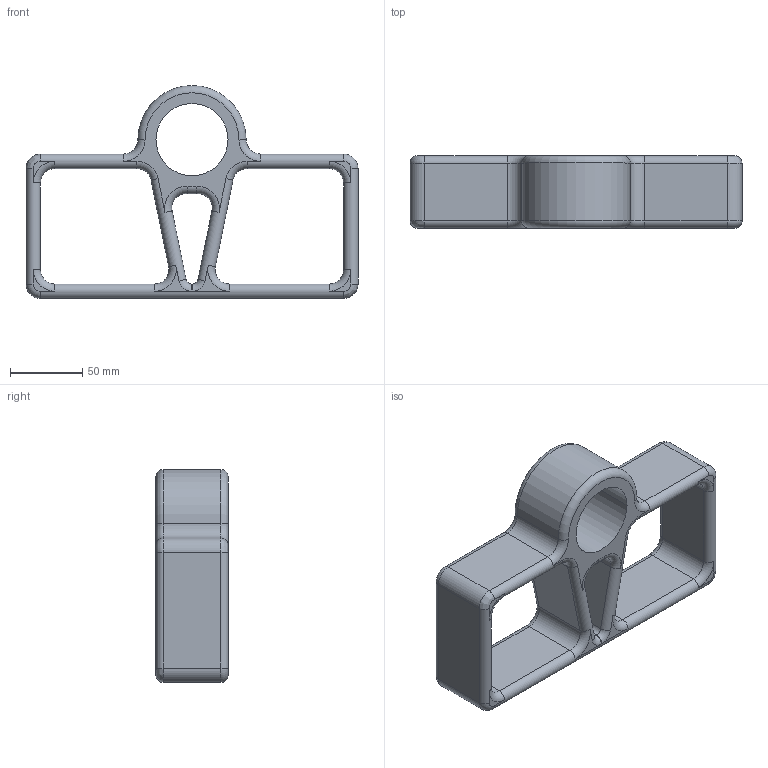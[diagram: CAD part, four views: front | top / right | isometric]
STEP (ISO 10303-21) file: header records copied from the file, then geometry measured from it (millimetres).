
FILE_DESCRIPTION((''),'2;1');
FILE_NAME('STEG_BAUTEIL_OPTIMIERT','2023-11-08T00:39:28',('jpusi'),(''),'CREO PARAMETRIC BY PTC INC, 2018400','CREO PARAMETRIC BY PTC INC, 2018400','');
FILE_SCHEMA(('CONFIG_CONTROL_DESIGN'));
Length unit declared in the file: millimetre
Products named in the file (1): STEG_BAUTEIL_OPTIMIERT
Bounding box: 230 x 50 x 147.5 mm (x, y, z)
Volume: 466352.3 mm3; surface area: 94032.4 mm2
Topology: 1 solids, 1 shells, 108 faces, 262 edges, 150 vertices
Faces by surface type: torus 38, cylinder 36, plane 30, bspline 4
Entity records: 3252 total; most frequent: DIRECTION 630, CARTESIAN_POINT 580, ORIENTED_EDGE 524, AXIS2_PLACEMENT_3D 264, EDGE_CURVE 262, CIRCLE 160, VERTEX_POINT 150, EDGE_LOOP 110
